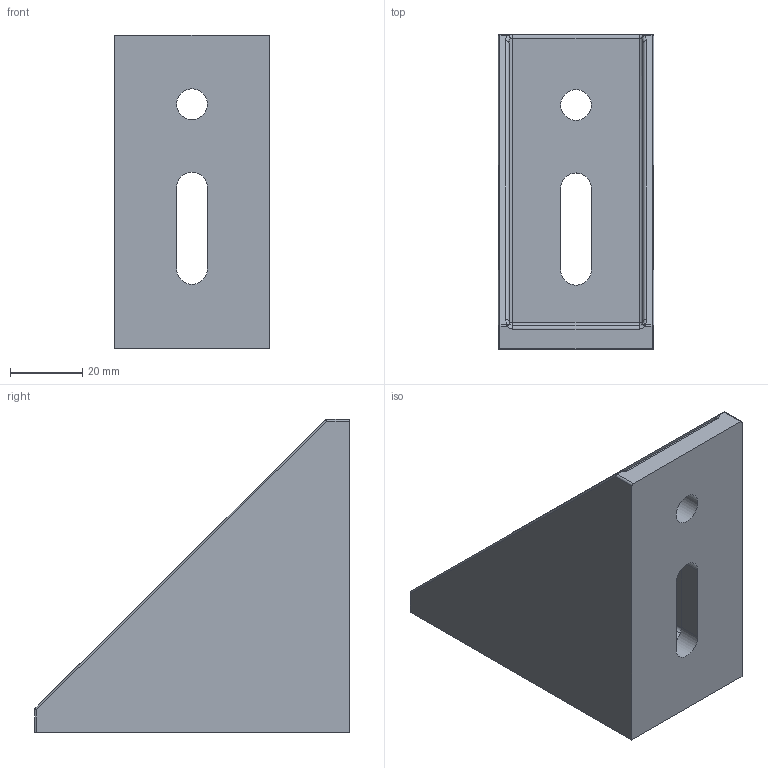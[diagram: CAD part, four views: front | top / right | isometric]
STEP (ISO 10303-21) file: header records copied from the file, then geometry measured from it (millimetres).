
FILE_DESCRIPTION(/* description */ ('Fixační úhelník 43x87 uzavřený'),/* implementation_level */ '2;1');
FILE_NAME(/* name */ '304387.1.stp',/* time_stamp */ '2022-10-10T06:16:20+02:00',/* author */ ('aluteckkpl_am'),/* organization */ (''),/* preprocessor_version */ 'ST-DEVELOPER v18.1',/* originating_system */ 'Autodesk Inventor 2021',/* authorisation */ '');
FILE_SCHEMA (('CONFIG_CONTROL_DESIGN'));
Length unit declared in the file: millimetre
Products named in the file (1): 304387-1
Bounding box: 43 x 87 x 86.5 mm (x, y, z)
Volume: 55707.3 mm3; surface area: 30888.3 mm2
Topology: 1 solids, 1 shells, 311 faces, 713 edges, 364 vertices
Faces by surface type: cylinder 137, torus 60, plane 56, sphere 46, bspline 12
Full cylindrical faces by diameter (mm): 8.5 x2
Entity records: 8552 total; most frequent: CARTESIAN_POINT 1645, DIRECTION 1619, ORIENTED_EDGE 1330, AXIS2_PLACEMENT_3D 674, EDGE_CURVE 665, CIRCLE 370, VERTEX_POINT 364, EDGE_LOOP 327
